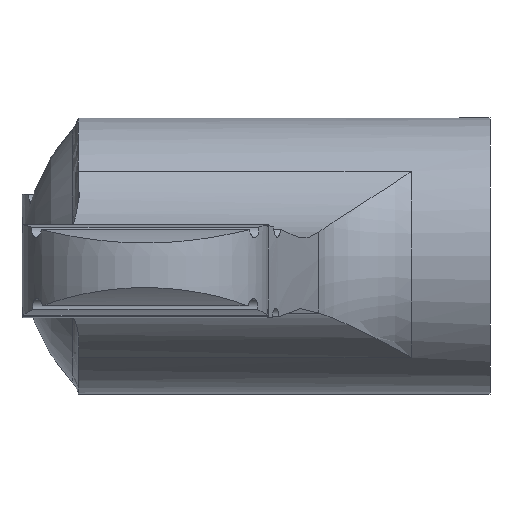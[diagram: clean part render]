
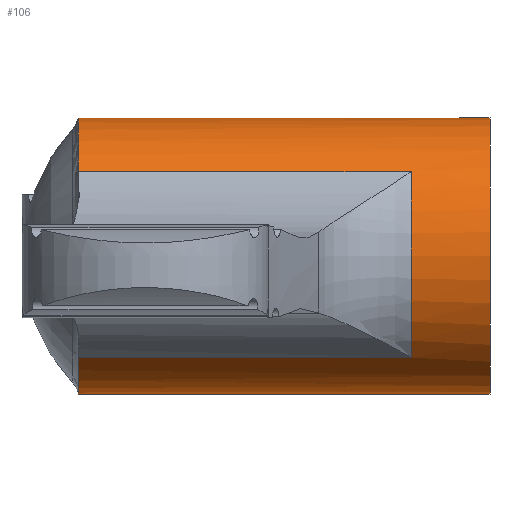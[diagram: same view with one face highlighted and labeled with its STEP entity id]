
A CAD part, left-side view. The second image highlights one B-rep face of the part: STEP entity #106.
In plain terms, the highlighted cylindrical face has radius 10.5 mm (diameter 21 mm), a full revolution.
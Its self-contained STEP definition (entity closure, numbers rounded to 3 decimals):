
#106 = ADVANCED_FACE( '', ( #246, #247 ), #248, .T. );
#246 = FACE_OUTER_BOUND( '', #416, .T. );
#247 = FACE_OUTER_BOUND( '', #417, .T. );
#248 = CYLINDRICAL_SURFACE( '', #418, 10.5 );
#416 = EDGE_LOOP( '', ( #651 ) );
#417 = EDGE_LOOP( '', ( #652, #653, #654, #655, #656, #657, #658, #659 ) );
#418 = AXIS2_PLACEMENT_3D( '', #660, #661, #662 );
#651 = ORIENTED_EDGE( '', *, *, #1017, .F. );
#652 = ORIENTED_EDGE( '', *, *, #1076, .T. );
#653 = ORIENTED_EDGE( '', *, *, #1085, .F. );
#654 = ORIENTED_EDGE( '', *, *, #1086, .F. );
#655 = ORIENTED_EDGE( '', *, *, #1087, .T. );
#656 = ORIENTED_EDGE( '', *, *, #1064, .T. );
#657 = ORIENTED_EDGE( '', *, *, #1088, .F. );
#658 = ORIENTED_EDGE( '', *, *, #1089, .F. );
#659 = ORIENTED_EDGE( '', *, *, #1090, .T. );
#660 = CARTESIAN_POINT( '', ( 0., 0., 0. ) );
#661 = DIRECTION( '', ( 0., 1., 0. ) );
#662 = DIRECTION( '', ( 0., 0., -1. ) );
#1017 = EDGE_CURVE( '', #1209, #1209, #1210, .T. );
#1064 = EDGE_CURVE( '', #1293, #1291, #1294, .T. );
#1076 = EDGE_CURVE( '', #1314, #1312, #1315, .T. );
#1085 = EDGE_CURVE( '', #1327, #1312, #1328, .T. );
#1086 = EDGE_CURVE( '', #1329, #1327, #1330, .T. );
#1087 = EDGE_CURVE( '', #1329, #1293, #1331, .T. );
#1088 = EDGE_CURVE( '', #1332, #1291, #1333, .T. );
#1089 = EDGE_CURVE( '', #1334, #1332, #1335, .T. );
#1090 = EDGE_CURVE( '', #1334, #1314, #1336, .T. );
#1209 = VERTEX_POINT( '', #1493 );
#1210 = CIRCLE( '', #1494, 10.5 );
#1291 = VERTEX_POINT( '', #1734 );
#1293 = VERTEX_POINT( '', #1752 );
#1294 = CIRCLE( '', #1753, 10.5 );
#1312 = VERTEX_POINT( '', #1800 );
#1314 = VERTEX_POINT( '', #1818 );
#1315 = CIRCLE( '', #1819, 10.5 );
#1327 = VERTEX_POINT( '', #1854 );
#1328 = LINE( '', #1855, #1856 );
#1329 = VERTEX_POINT( '', #1857 );
#1330 = CIRCLE( '', #1858, 10.5 );
#1331 = LINE( '', #1859, #1860 );
#1332 = VERTEX_POINT( '', #1861 );
#1333 = LINE( '', #1862, #1863 );
#1334 = VERTEX_POINT( '', #1864 );
#1335 = CIRCLE( '', #1865, 10.5 );
#1336 = LINE( '', #1866, #1867 );
#1493 = CARTESIAN_POINT( '', ( 0., 0., -10.5 ) );
#1494 = AXIS2_PLACEMENT_3D( '', #2501, #2502, #2503 );
#1734 = CARTESIAN_POINT( '', ( -7.109, 5.998, -7.728 ) );
#1752 = CARTESIAN_POINT( '', ( -8.303, 5.998, 6.427 ) );
#1753 = AXIS2_PLACEMENT_3D( '', #2537, #2538, #2539 );
#1800 = CARTESIAN_POINT( '', ( 7.109, 5.998, 7.728 ) );
#1818 = CARTESIAN_POINT( '', ( 8.303, 5.998, -6.427 ) );
#1819 = AXIS2_PLACEMENT_3D( '', #2545, #2546, #2547 );
#1854 = CARTESIAN_POINT( '', ( 7.109, 31.308, 7.728 ) );
#1855 = CARTESIAN_POINT( '', ( 7.109, 87.7, 7.728 ) );
#1856 = VECTOR( '', #2550, 1000. );
#1857 = CARTESIAN_POINT( '', ( -8.303, 31.308, 6.427 ) );
#1858 = AXIS2_PLACEMENT_3D( '', #2551, #2552, #2553 );
#1859 = CARTESIAN_POINT( '', ( -8.303, 87.7, 6.427 ) );
#1860 = VECTOR( '', #2554, 1000. );
#1861 = CARTESIAN_POINT( '', ( -7.109, 31.308, -7.728 ) );
#1862 = CARTESIAN_POINT( '', ( -7.109, 87.7, -7.728 ) );
#1863 = VECTOR( '', #2555, 1000. );
#1864 = CARTESIAN_POINT( '', ( 8.303, 31.308, -6.427 ) );
#1865 = AXIS2_PLACEMENT_3D( '', #2556, #2557, #2558 );
#1866 = CARTESIAN_POINT( '', ( 8.303, 87.7, -6.427 ) );
#1867 = VECTOR( '', #2559, 1000. );
#2501 = CARTESIAN_POINT( '', ( 0., 0., 0. ) );
#2502 = DIRECTION( '', ( 0., -1., 0. ) );
#2503 = DIRECTION( '', ( 0., 0., -1. ) );
#2537 = CARTESIAN_POINT( '', ( 0., 5.998, 0. ) );
#2538 = DIRECTION( '', ( 0., -1., 0. ) );
#2539 = DIRECTION( '', ( 0., 0., -1. ) );
#2545 = CARTESIAN_POINT( '', ( 0., 5.998, 0. ) );
#2546 = DIRECTION( '', ( 0., -1., 0. ) );
#2547 = DIRECTION( '', ( 0., 0., -1. ) );
#2550 = DIRECTION( '', ( 0., -1., 0. ) );
#2551 = CARTESIAN_POINT( '', ( 0., 31.308, 0. ) );
#2552 = DIRECTION( '', ( 0., 1., 0. ) );
#2553 = DIRECTION( '', ( 0., 0., 1. ) );
#2554 = DIRECTION( '', ( 0., -1., 0. ) );
#2555 = DIRECTION( '', ( 0., -1., 0. ) );
#2556 = CARTESIAN_POINT( '', ( 0., 31.308, 0. ) );
#2557 = DIRECTION( '', ( 0., 1., 0. ) );
#2558 = DIRECTION( '', ( 0., 0., 1. ) );
#2559 = DIRECTION( '', ( 0., -1., 0. ) );
